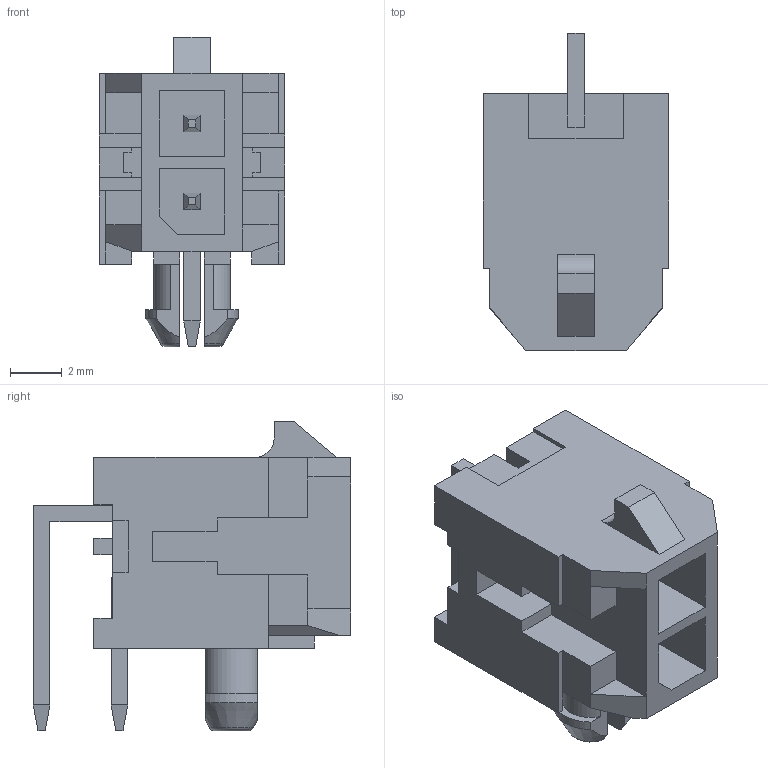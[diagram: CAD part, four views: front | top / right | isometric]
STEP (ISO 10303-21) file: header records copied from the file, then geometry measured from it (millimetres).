
FILE_DESCRIPTION(('FreeCAD Model'),'2;1');
FILE_NAME('430450200.step', '2017-02-17T16:11:37',('kicad StepUp'),('ksu MCAD'), 'Open CASCADE STEP processor 6.8','FreeCAD','Unknown');
FILE_SCHEMA(('AUTOMOTIVE_DESIGN_CC2 { 1 2 10303 214 -1 1 5 4 }'));
Length unit declared in the file: millimetre
Products named in the file (1): 430450200
Bounding box: 7.15 x 12.24 x 11.95 mm (x, y, z)
Volume: 334.6 mm3; surface area: 687.8 mm2
Topology: 1 solids, 1 shells, 196 faces, 516 edges, 329 vertices
Faces by surface type: plane 187, cylinder 5, cone 2, torus 2
Entity records: 5969 total; most frequent: CARTESIAN_POINT 1138, ORIENTED_EDGE 1032, DIRECTION 914, EDGE_CURVE 516, LINE 488, VECTOR 488, VERTEX_POINT 329, AXIS2_PLACEMENT_3D 213
